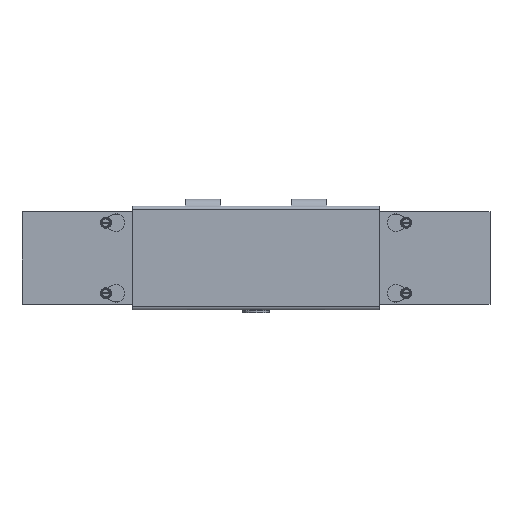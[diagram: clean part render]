
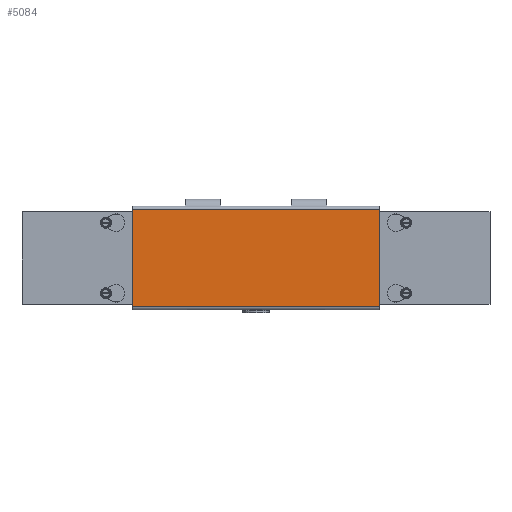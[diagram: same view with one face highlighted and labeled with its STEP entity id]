
A CAD part, top view. The second image highlights one B-rep face of the part: STEP entity #5084.
In plain terms, the highlighted face is planar.
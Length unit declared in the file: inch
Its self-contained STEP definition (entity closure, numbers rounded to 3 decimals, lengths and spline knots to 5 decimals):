
#617=FACE_OUTER_BOUND('',#943,.T.);
#943=EDGE_LOOP('',(#3650,#3651,#3652,#3653));
#1342=LINE('',#7608,#1798);
#1372=LINE('',#7677,#1828);
#1399=LINE('',#7735,#1855);
#1401=LINE('',#7738,#1857);
#1798=VECTOR('',#6088,7.);
#1828=VECTOR('',#6146,7.);
#1855=VECTOR('',#6211,2.751);
#1857=VECTOR('',#6215,2.751);
#2230=VERTEX_POINT('',#7605);
#2231=VERTEX_POINT('',#7607);
#2255=VERTEX_POINT('',#7674);
#2256=VERTEX_POINT('',#7676);
#2720=EDGE_CURVE('',#2231,#2230,#1342,.T.);
#2754=EDGE_CURVE('',#2256,#2255,#1372,.T.);
#2784=EDGE_CURVE('',#2230,#2256,#1399,.T.);
#2786=EDGE_CURVE('',#2255,#2231,#1401,.T.);
#3650=ORIENTED_EDGE('',*,*,#2754,.T.);
#3651=ORIENTED_EDGE('',*,*,#2786,.T.);
#3652=ORIENTED_EDGE('',*,*,#2720,.T.);
#3653=ORIENTED_EDGE('',*,*,#2784,.T.);
#4729=PLANE('',#5425);
#5084=ADVANCED_FACE('',(#617),#4729,.F.);
#5425=AXIS2_PLACEMENT_3D('',#7737,#6213,#6214);
#6088=DIRECTION('',(1.,0.,0.));
#6146=DIRECTION('',(-1.,0.,0.));
#6211=DIRECTION('',(0.,-1.,0.));
#6213=DIRECTION('center_axis',(0.,0.,1.));
#6214=DIRECTION('ref_axis',(1.,0.,0.));
#6215=DIRECTION('',(0.,1.,0.));
#7605=CARTESIAN_POINT('',(3.5,1.3755,0.));
#7607=CARTESIAN_POINT('',(-3.5,1.3755,0.));
#7608=CARTESIAN_POINT('',(-1.75,1.3755,0.));
#7674=CARTESIAN_POINT('',(-3.5,-1.3755,0.));
#7676=CARTESIAN_POINT('',(3.5,-1.3755,0.));
#7677=CARTESIAN_POINT('',(1.75,-1.3755,0.));
#7735=CARTESIAN_POINT('',(3.5,1.46875,0.));
#7737=CARTESIAN_POINT('Origin',(0.,0.,0.));
#7738=CARTESIAN_POINT('',(-3.5,-1.46875,0.));
